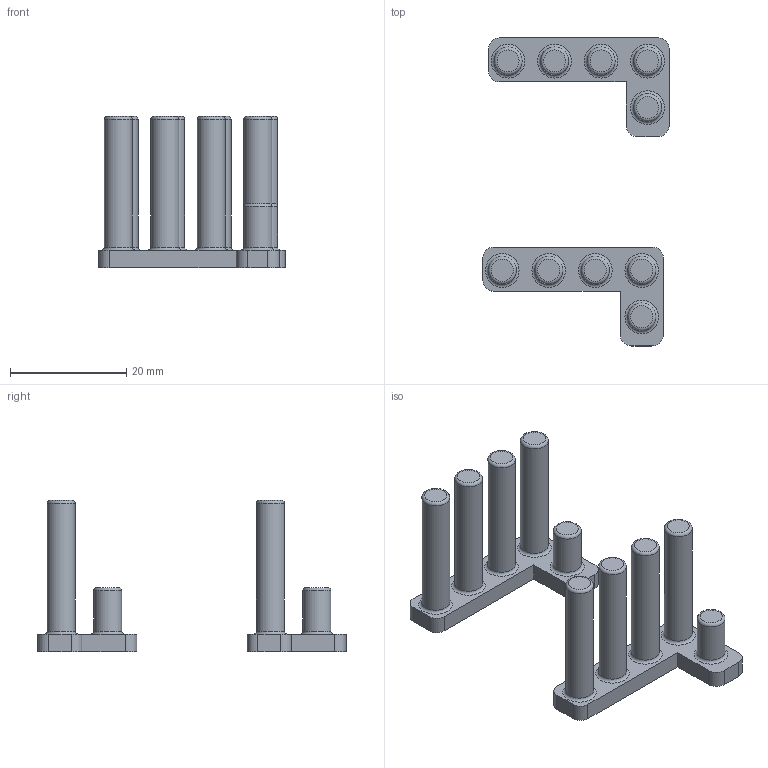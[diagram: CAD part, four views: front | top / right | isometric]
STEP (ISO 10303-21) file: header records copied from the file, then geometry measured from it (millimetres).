
FILE_DESCRIPTION(('HOOPS Exchange Step'),'2;1');
FILE_NAME('temp_export','2024-06-05T15:36:41-04:00',('mobile'),('Shapr3D Limited'),'HOOPS Exchange 2024.2','Shapr3D','Authorized');
FILE_SCHEMA( ('AUTOMOTIVE_DESIGN { 1 0 10303 214 1 1 1 1 }') );
Length unit declared in the file: millimetre
Products named in the file (1): root
Bounding box: 32.03 x 52.99 x 26 mm (x, y, z)
Volume: 5422.4 mm3; surface area: 4705 mm2
Topology: 2 solids, 2 shells, 66 faces, 156 edges, 104 vertices
Faces by surface type: plane 26, cylinder 20, torus 20
Full cylindrical faces by diameter (mm): 4.8 x10
Entity records: 1983 total; most frequent: DIRECTION 390, CARTESIAN_POINT 327, ORIENTED_EDGE 312, AXIS2_PLACEMENT_3D 167, EDGE_CURVE 156, VERTEX_POINT 104, CIRCLE 100, EDGE_LOOP 76
